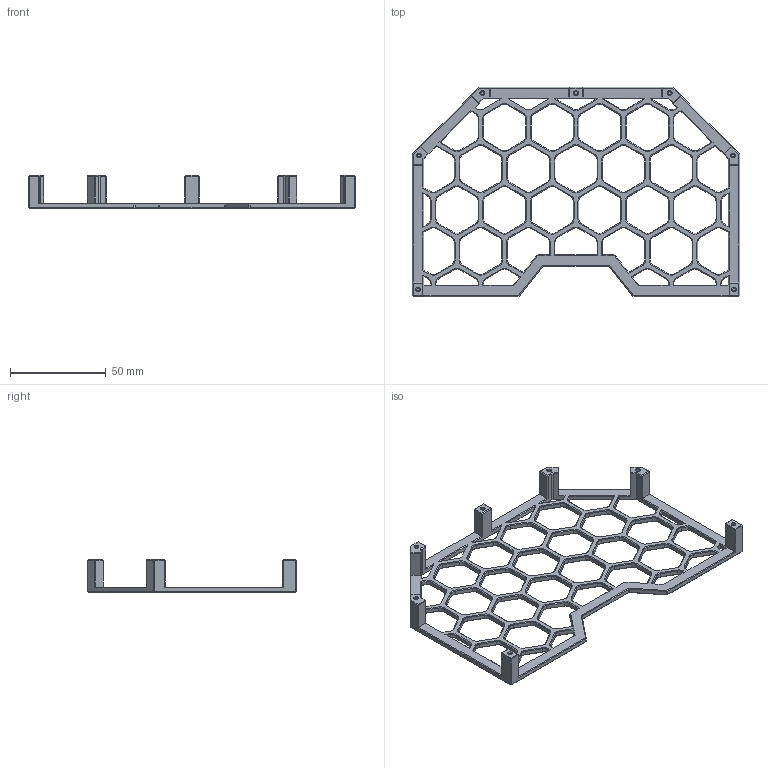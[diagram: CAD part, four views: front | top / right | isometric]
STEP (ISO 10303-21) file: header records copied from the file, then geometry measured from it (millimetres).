
FILE_DESCRIPTION(/* description */ (''),/* implementation_level */ '2;1');
FILE_NAME(/* name */ 'buffer screen b.step',/* time_stamp */ '2023-04-22T17:50:29-04:00',/* author */ (''),/* organization */ (''),/* preprocessor_version */ 'ST-DEVELOPER v19.2',/* originating_system */ 'Autodesk Translation Framework v12.4.0.73',/* authorisation */ '');
FILE_SCHEMA (('AUTOMOTIVE_DESIGN { 1 0 10303 214 3 1 1 }'));
Length unit declared in the file: millimetre
Products named in the file (1): buffer screen b
Bounding box: 171.17 x 109.4 x 17.3 mm (x, y, z)
Volume: 21853.3 mm3; surface area: 22368.3 mm2
Topology: 1 solids, 1 shells, 1323 faces, 3025 edges, 1706 vertices
Faces by surface type: plane 827, cone 326, cylinder 170
Full cylindrical faces by diameter (mm): 1.675 x6
Entity records: 36070 total; most frequent: DIRECTION 6328, CARTESIAN_POINT 6112, ORIENTED_EDGE 6050, EDGE_CURVE 3025, LINE 2342, VECTOR 2342, AXIS2_PLACEMENT_3D 1993, VERTEX_POINT 1706
